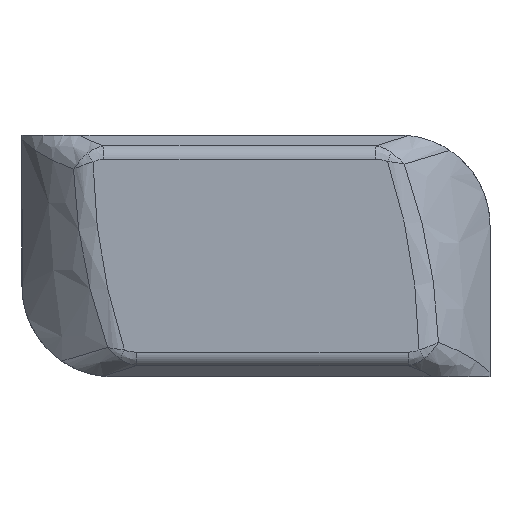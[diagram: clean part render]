
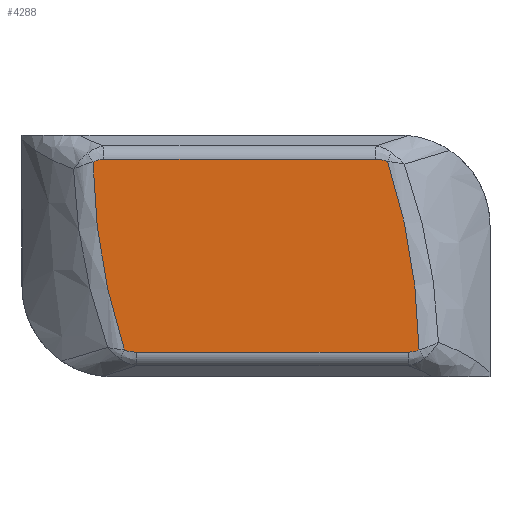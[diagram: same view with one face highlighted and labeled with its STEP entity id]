
A CAD part, top view. The second image highlights one B-rep face of the part: STEP entity #4288.
In plain terms, the highlighted planar face has unit normal (0, 0, 1).
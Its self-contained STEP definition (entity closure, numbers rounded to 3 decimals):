
#69 = B_SPLINE_CURVE_WITH_KNOTS ( 'NONE', 3,
 ( #1206, #96, #1636, #4734 ),
 .UNSPECIFIED., .F., .F.,
 ( 4, 4 ),
 ( 0., 0. ),
 .UNSPECIFIED. ) ;
#96 = CARTESIAN_POINT ( 'NONE',  ( -4.232, -3.176, 5. ) ) ;
#98 = CARTESIAN_POINT ( 'NONE',  ( 4.941, 1.091, 5. ) ) ;
#106 = CARTESIAN_POINT ( 'NONE',  ( 5.165, -3.186, 5. ) ) ;
#120 = CARTESIAN_POINT ( 'NONE',  ( -3.956, -3.191, 5. ) ) ;
#147 = FACE_OUTER_BOUND ( 'NONE', #800, .T. ) ;
#191 = CARTESIAN_POINT ( 'NONE',  ( -4.359, -3.121, 5. ) ) ;
#315 = ORIENTED_EDGE ( 'NONE', *, *, #3854, .T. ) ;
#414 = EDGE_CURVE ( 'NONE', #1508, #2729, #3992, .T. ) ;
#446 = CARTESIAN_POINT ( 'NONE',  ( -5.399, 3.11, 5. ) ) ;
#483 = CARTESIAN_POINT ( 'NONE',  ( 5.399, -3.11, 5. ) ) ;
#495 = CARTESIAN_POINT ( 'NONE',  ( -4.359, -3.121, 5. ) ) ;
#555 = B_SPLINE_CURVE_WITH_KNOTS ( 'NONE', 3,
 ( #2574, #4584, #4203, #4129, #3416, #733 ),
 .UNSPECIFIED., .F., .F.,
 ( 4, 2, 4 ),
 ( 0., 0., 0. ),
 .UNSPECIFIED. ) ;
#568 = PLANE ( 'NONE',  #839 ) ;
#606 = B_SPLINE_CURVE_WITH_KNOTS ( 'NONE', 3,
 ( #2615, #1809, #2563, #3029 ),
 .UNSPECIFIED., .F., .F.,
 ( 4, 4 ),
 ( 0., 0. ),
 .UNSPECIFIED. ) ;
#690 = B_SPLINE_CURVE_WITH_KNOTS ( 'NONE', 3,
 ( #4354, #3159, #1692, #98, #2398, #2470 ),
 .UNSPECIFIED., .F., .F.,
 ( 4, 2, 4 ),
 ( 0., 0.004, 0.007 ),
 .UNSPECIFIED. ) ;
#710 = CARTESIAN_POINT ( 'NONE',  ( 5.399, -3.11, 5. ) ) ;
#733 = CARTESIAN_POINT ( 'NONE',  ( -5.399, 3.11, 5. ) ) ;
#800 = EDGE_LOOP ( 'NONE', ( #941, #315, #4918, #2357, #3146, #4551, #1170, #2947 ) ) ;
#839 = AXIS2_PLACEMENT_3D ( 'NONE', #3989, #4792, #880 ) ;
#880 = DIRECTION ( 'NONE',  ( 1., 0., 0. ) ) ;
#941 = ORIENTED_EDGE ( 'NONE', *, *, #4615, .T. ) ;
#1106 = B_SPLINE_CURVE_WITH_KNOTS ( 'NONE', 3,
 ( #3121, #1272, #106, #2404, #1651, #483 ),
 .UNSPECIFIED., .F., .F.,
 ( 4, 2, 4 ),
 ( 0., 0., 0. ),
 .UNSPECIFIED. ) ;
#1170 = ORIENTED_EDGE ( 'NONE', *, *, #414, .T. ) ;
#1183 = EDGE_CURVE ( 'NONE', #2254, #4761, #690, .T. ) ;
#1206 = CARTESIAN_POINT ( 'NONE',  ( -4.359, -3.121, 5. ) ) ;
#1227 = CARTESIAN_POINT ( 'NONE',  ( -5.288, 0.999, 5. ) ) ;
#1250 = VECTOR ( 'NONE', #2364, 1000. ) ;
#1272 = CARTESIAN_POINT ( 'NONE',  ( 5.103, -3.191, 5. ) ) ;
#1508 = VERTEX_POINT ( 'NONE', #3324 ) ;
#1636 = CARTESIAN_POINT ( 'NONE',  ( -4.093, -3.191, 5. ) ) ;
#1651 = CARTESIAN_POINT ( 'NONE',  ( 5.345, -3.141, 5. ) ) ;
#1665 = LINE ( 'NONE', #2016, #1250 ) ;
#1692 = CARTESIAN_POINT ( 'NONE',  ( 5.287, -0.998, 5. ) ) ;
#1809 = CARTESIAN_POINT ( 'NONE',  ( 4.231, 3.176, 5. ) ) ;
#2016 = CARTESIAN_POINT ( 'NONE',  ( 0., -3.191, 5. ) ) ;
#2019 = EDGE_CURVE ( 'NONE', #4694, #2254, #1106, .T. ) ;
#2254 = VERTEX_POINT ( 'NONE', #710 ) ;
#2339 = DIRECTION ( 'NONE',  ( -1., 0., 0. ) ) ;
#2357 = ORIENTED_EDGE ( 'NONE', *, *, #2019, .T. ) ;
#2364 = DIRECTION ( 'NONE',  ( 1., 0., 0. ) ) ;
#2398 = CARTESIAN_POINT ( 'NONE',  ( 4.69, 2.117, 5. ) ) ;
#2404 = CARTESIAN_POINT ( 'NONE',  ( 5.285, -3.161, 5. ) ) ;
#2415 = CARTESIAN_POINT ( 'NONE',  ( -5.381, 2.052, 5. ) ) ;
#2470 = CARTESIAN_POINT ( 'NONE',  ( 4.356, 3.122, 5. ) ) ;
#2563 = CARTESIAN_POINT ( 'NONE',  ( 4.095, 3.191, 5. ) ) ;
#2574 = CARTESIAN_POINT ( 'NONE',  ( -5.041, 3.191, 5. ) ) ;
#2583 = CARTESIAN_POINT ( 'NONE',  ( 4.356, 3.122, 5. ) ) ;
#2615 = CARTESIAN_POINT ( 'NONE',  ( 4.356, 3.122, 5. ) ) ;
#2719 = CARTESIAN_POINT ( 'NONE',  ( 0., 3.191, 5. ) ) ;
#2729 = VERTEX_POINT ( 'NONE', #4601 ) ;
#2947 = ORIENTED_EDGE ( 'NONE', *, *, #3253, .T. ) ;
#3029 = CARTESIAN_POINT ( 'NONE',  ( 3.959, 3.191, 5. ) ) ;
#3076 = B_SPLINE_CURVE_WITH_KNOTS ( 'NONE', 3,
 ( #446, #2415, #1227, #3562, #4699, #495 ),
 .UNSPECIFIED., .F., .F.,
 ( 4, 2, 4 ),
 ( 0., 0.004, 0.007 ),
 .UNSPECIFIED. ) ;
#3121 = CARTESIAN_POINT ( 'NONE',  ( 5.041, -3.191, 5. ) ) ;
#3146 = ORIENTED_EDGE ( 'NONE', *, *, #1183, .T. ) ;
#3159 = CARTESIAN_POINT ( 'NONE',  ( 5.381, -2.052, 5. ) ) ;
#3177 = VECTOR ( 'NONE', #2339, 1000. ) ;
#3253 = EDGE_CURVE ( 'NONE', #2729, #4274, #555, .T. ) ;
#3324 = CARTESIAN_POINT ( 'NONE',  ( 3.959, 3.191, 5. ) ) ;
#3416 = CARTESIAN_POINT ( 'NONE',  ( -5.345, 3.141, 5. ) ) ;
#3464 = CARTESIAN_POINT ( 'NONE',  ( -5.399, 3.11, 5. ) ) ;
#3516 = CARTESIAN_POINT ( 'NONE',  ( 5.041, -3.191, 5. ) ) ;
#3562 = CARTESIAN_POINT ( 'NONE',  ( -4.943, -1.09, 5. ) ) ;
#3854 = EDGE_CURVE ( 'NONE', #4337, #4433, #69, .T. ) ;
#3989 = CARTESIAN_POINT ( 'NONE',  ( 0., 0., 5. ) ) ;
#3992 = LINE ( 'NONE', #2719, #3177 ) ;
#4021 = EDGE_CURVE ( 'NONE', #4761, #1508, #606, .T. ) ;
#4129 = CARTESIAN_POINT ( 'NONE',  ( -5.285, 3.161, 5. ) ) ;
#4203 = CARTESIAN_POINT ( 'NONE',  ( -5.165, 3.186, 5. ) ) ;
#4274 = VERTEX_POINT ( 'NONE', #3464 ) ;
#4288 = ADVANCED_FACE ( 'NONE', ( #147 ), #568, .T. ) ;
#4337 = VERTEX_POINT ( 'NONE', #191 ) ;
#4354 = CARTESIAN_POINT ( 'NONE',  ( 5.399, -3.11, 5. ) ) ;
#4433 = VERTEX_POINT ( 'NONE', #120 ) ;
#4551 = ORIENTED_EDGE ( 'NONE', *, *, #4021, .T. ) ;
#4584 = CARTESIAN_POINT ( 'NONE',  ( -5.103, 3.191, 5. ) ) ;
#4601 = CARTESIAN_POINT ( 'NONE',  ( -5.041, 3.191, 5. ) ) ;
#4615 = EDGE_CURVE ( 'NONE', #4274, #4337, #3076, .T. ) ;
#4651 = EDGE_CURVE ( 'NONE', #4433, #4694, #1665, .T. ) ;
#4694 = VERTEX_POINT ( 'NONE', #3516 ) ;
#4699 = CARTESIAN_POINT ( 'NONE',  ( -4.693, -2.116, 5. ) ) ;
#4734 = CARTESIAN_POINT ( 'NONE',  ( -3.956, -3.191, 5. ) ) ;
#4761 = VERTEX_POINT ( 'NONE', #2583 ) ;
#4792 = DIRECTION ( 'NONE',  ( 0., 0., 1. ) ) ;
#4918 = ORIENTED_EDGE ( 'NONE', *, *, #4651, .T. ) ;
